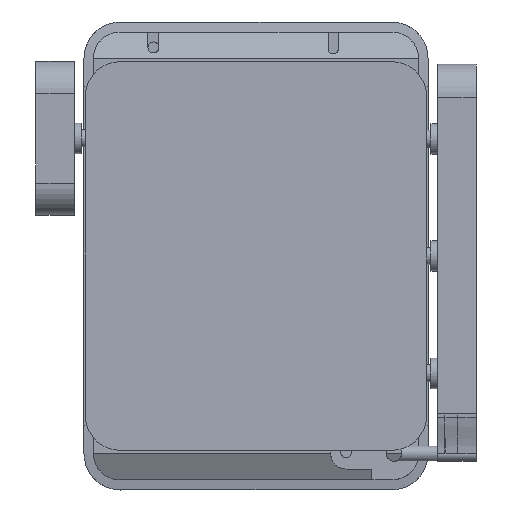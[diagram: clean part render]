
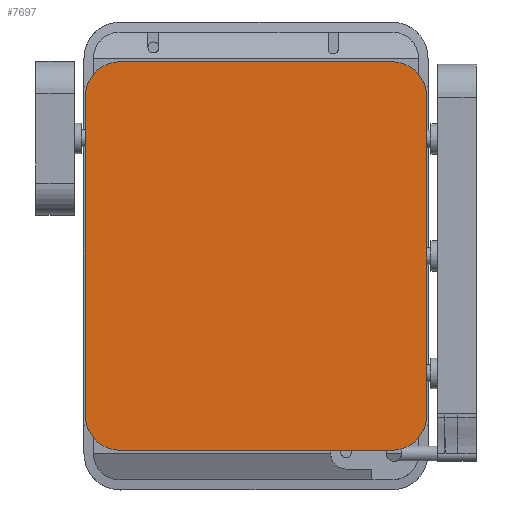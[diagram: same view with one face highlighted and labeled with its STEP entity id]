
A CAD part, front view. The second image highlights one B-rep face of the part: STEP entity #7697.
In plain terms, the highlighted face is planar.
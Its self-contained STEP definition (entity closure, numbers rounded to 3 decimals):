
#76=(
BOUNDED_CURVE()
B_SPLINE_CURVE(3,(#20537,#20538,#20539,#20540),.UNSPECIFIED.,.F.,.F.)
B_SPLINE_CURVE_WITH_KNOTS((4,4),(0.05,0.196),
 .UNSPECIFIED.)
CURVE()
GEOMETRIC_REPRESENTATION_ITEM()
RATIONAL_B_SPLINE_CURVE((1.,1.,1.,1.))
REPRESENTATION_ITEM('')
);
#77=(
BOUNDED_CURVE()
B_SPLINE_CURVE(3,(#20544,#20545,#20546,#20547),.UNSPECIFIED.,.F.,.F.)
B_SPLINE_CURVE_WITH_KNOTS((4,4),(-0.196,-0.05),
 .UNSPECIFIED.)
CURVE()
GEOMETRIC_REPRESENTATION_ITEM()
RATIONAL_B_SPLINE_CURVE((1.,1.,1.,1.))
REPRESENTATION_ITEM('')
);
#78=(
BOUNDED_CURVE()
B_SPLINE_CURVE(3,(#20555,#20556,#20557,#20558),.UNSPECIFIED.,.F.,.F.)
B_SPLINE_CURVE_WITH_KNOTS((4,4),(0.05,0.196),
 .UNSPECIFIED.)
CURVE()
GEOMETRIC_REPRESENTATION_ITEM()
RATIONAL_B_SPLINE_CURVE((1.,1.,1.,1.))
REPRESENTATION_ITEM('')
);
#79=(
BOUNDED_CURVE()
B_SPLINE_CURVE(3,(#20561,#20562,#20563,#20564),.UNSPECIFIED.,.F.,.F.)
B_SPLINE_CURVE_WITH_KNOTS((4,4),(-0.196,-0.05),
 .UNSPECIFIED.)
CURVE()
GEOMETRIC_REPRESENTATION_ITEM()
RATIONAL_B_SPLINE_CURVE((1.,1.,1.,1.))
REPRESENTATION_ITEM('')
);
#89=PLANE('',#8257);
#250=LINE('',#20533,#651);
#251=LINE('',#20542,#652);
#252=LINE('',#20551,#653);
#253=LINE('',#20560,#654);
#651=VECTOR('',#9249,10.);
#652=VECTOR('',#9252,10.);
#653=VECTOR('',#9255,10.);
#654=VECTOR('',#9258,10.);
#1312=FACE_OUTER_BOUND('',#1778,.T.);
#1778=EDGE_LOOP('',(#5604,#5605,#5606,#5607,#5608,#5609,#5610,#5611,#5612,
#5613,#5614,#5615));
#2346=CIRCLE('',#8258,2.866);
#2347=CIRCLE('',#8259,2.866);
#2348=CIRCLE('',#8260,2.866);
#2349=CIRCLE('',#8261,2.866);
#3335=VERTEX_POINT('',#20529);
#3336=VERTEX_POINT('',#20530);
#3337=VERTEX_POINT('',#20532);
#3338=VERTEX_POINT('',#20534);
#3339=VERTEX_POINT('',#20536);
#3340=VERTEX_POINT('',#20541);
#3341=VERTEX_POINT('',#20543);
#3342=VERTEX_POINT('',#20548);
#3343=VERTEX_POINT('',#20550);
#3344=VERTEX_POINT('',#20552);
#3345=VERTEX_POINT('',#20554);
#3346=VERTEX_POINT('',#20559);
#4251=EDGE_CURVE('',#3335,#3336,#2346,.T.);
#4252=EDGE_CURVE('',#3336,#3337,#250,.T.);
#4253=EDGE_CURVE('',#3337,#3338,#2347,.T.);
#4254=EDGE_CURVE('',#3338,#3339,#76,.T.);
#4255=EDGE_CURVE('',#3339,#3340,#251,.T.);
#4256=EDGE_CURVE('',#3340,#3341,#77,.T.);
#4257=EDGE_CURVE('',#3341,#3342,#2348,.T.);
#4258=EDGE_CURVE('',#3342,#3343,#252,.T.);
#4259=EDGE_CURVE('',#3343,#3344,#2349,.T.);
#4260=EDGE_CURVE('',#3344,#3345,#78,.T.);
#4261=EDGE_CURVE('',#3345,#3346,#253,.T.);
#4262=EDGE_CURVE('',#3346,#3335,#79,.T.);
#5604=ORIENTED_EDGE('',*,*,#4251,.T.);
#5605=ORIENTED_EDGE('',*,*,#4252,.T.);
#5606=ORIENTED_EDGE('',*,*,#4253,.T.);
#5607=ORIENTED_EDGE('',*,*,#4254,.T.);
#5608=ORIENTED_EDGE('',*,*,#4255,.T.);
#5609=ORIENTED_EDGE('',*,*,#4256,.T.);
#5610=ORIENTED_EDGE('',*,*,#4257,.T.);
#5611=ORIENTED_EDGE('',*,*,#4258,.T.);
#5612=ORIENTED_EDGE('',*,*,#4259,.T.);
#5613=ORIENTED_EDGE('',*,*,#4260,.T.);
#5614=ORIENTED_EDGE('',*,*,#4261,.T.);
#5615=ORIENTED_EDGE('',*,*,#4262,.T.);
#7697=ADVANCED_FACE('',(#1312),#89,.F.);
#8257=AXIS2_PLACEMENT_3D('',#20528,#9245,#9246);
#8258=AXIS2_PLACEMENT_3D('',#20531,#9247,#9248);
#8259=AXIS2_PLACEMENT_3D('',#20535,#9250,#9251);
#8260=AXIS2_PLACEMENT_3D('',#20549,#9253,#9254);
#8261=AXIS2_PLACEMENT_3D('',#20553,#9256,#9257);
#9245=DIRECTION('center_axis',(0.,0.,
1.));
#9246=DIRECTION('ref_axis',(0.,1.,0.));
#9247=DIRECTION('center_axis',(0.,0.,
-1.));
#9248=DIRECTION('ref_axis',(-1.,0.,0.));
#9249=DIRECTION('',(0.,1.,0.));
#9250=DIRECTION('center_axis',(0.,0.,
-1.));
#9251=DIRECTION('ref_axis',(-1.,0.,0.));
#9252=DIRECTION('',(1.,0.,0.));
#9253=DIRECTION('center_axis',(0.,0.,
-1.));
#9254=DIRECTION('ref_axis',(1.,0.,0.));
#9255=DIRECTION('',(0.,-1.,0.));
#9256=DIRECTION('center_axis',(0.,0.,
-1.));
#9257=DIRECTION('ref_axis',(1.,0.,0.));
#9258=DIRECTION('',(-1.,0.,0.));
#20528=CARTESIAN_POINT('Origin',(-7.441,7.941,-2.005));
#20529=CARTESIAN_POINT('',(-11.564,-15.883,-2.005));
#20530=CARTESIAN_POINT('',(-14.43,-13.018,-2.005));
#20531=CARTESIAN_POINT('Origin',(-11.564,-13.017,-2.005));
#20532=CARTESIAN_POINT('',(-14.43,13.018,-2.005));
#20533=CARTESIAN_POINT('',(-14.43,10.48,-2.005));
#20534=CARTESIAN_POINT('',(-11.564,15.883,-2.005));
#20535=CARTESIAN_POINT('Origin',(-11.564,13.017,-2.005));
#20536=CARTESIAN_POINT('',(-10.101,15.883,-2.005));
#20537=CARTESIAN_POINT('Ctrl Pts',(-11.564,15.883,-2.005));
#20538=CARTESIAN_POINT('Ctrl Pts',(-11.076,15.883,-2.005));
#20539=CARTESIAN_POINT('Ctrl Pts',(-10.589,15.883,-2.005));
#20540=CARTESIAN_POINT('Ctrl Pts',(-10.101,15.883,-2.005));
#20541=CARTESIAN_POINT('',(9.149,15.883,-2.005));
#20542=CARTESIAN_POINT('',(-10.101,15.883,-2.005));
#20543=CARTESIAN_POINT('',(10.612,15.883,-2.005));
#20544=CARTESIAN_POINT('Ctrl Pts',(9.149,15.883,-2.005));
#20545=CARTESIAN_POINT('Ctrl Pts',(9.637,15.883,-2.005));
#20546=CARTESIAN_POINT('Ctrl Pts',(10.124,15.883,-2.005));
#20547=CARTESIAN_POINT('Ctrl Pts',(10.612,15.883,-2.005));
#20548=CARTESIAN_POINT('',(13.478,13.018,-2.005));
#20549=CARTESIAN_POINT('Origin',(10.612,13.017,-2.005));
#20550=CARTESIAN_POINT('',(13.478,-13.018,-2.005));
#20551=CARTESIAN_POINT('',(13.478,-2.538,-2.005));
#20552=CARTESIAN_POINT('',(10.612,-15.883,-2.005));
#20553=CARTESIAN_POINT('Origin',(10.612,-13.017,-2.005));
#20554=CARTESIAN_POINT('',(9.149,-15.883,-2.005));
#20555=CARTESIAN_POINT('Ctrl Pts',(10.612,-15.883,-2.005));
#20556=CARTESIAN_POINT('Ctrl Pts',(10.124,-15.883,-2.005));
#20557=CARTESIAN_POINT('Ctrl Pts',(9.637,-15.883,-2.005));
#20558=CARTESIAN_POINT('Ctrl Pts',(9.149,-15.883,-2.005));
#20559=CARTESIAN_POINT('',(-10.101,-15.883,-2.005));
#20560=CARTESIAN_POINT('',(9.149,-15.883,-2.005));
#20561=CARTESIAN_POINT('Ctrl Pts',(-10.101,-15.883,
-2.005));
#20562=CARTESIAN_POINT('Ctrl Pts',(-10.589,-15.883,
-2.005));
#20563=CARTESIAN_POINT('Ctrl Pts',(-11.076,-15.883,
-2.005));
#20564=CARTESIAN_POINT('Ctrl Pts',(-11.564,-15.883,
-2.005));
